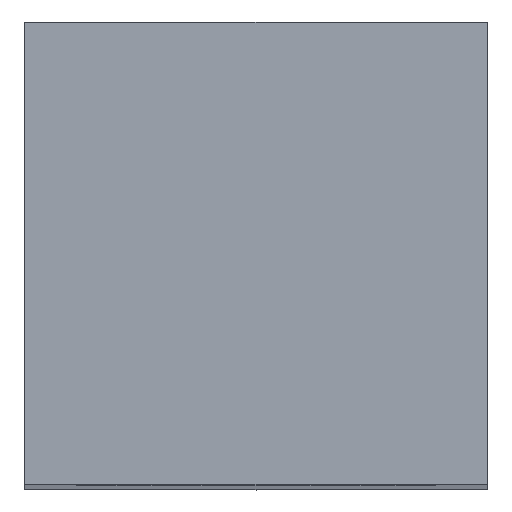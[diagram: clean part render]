
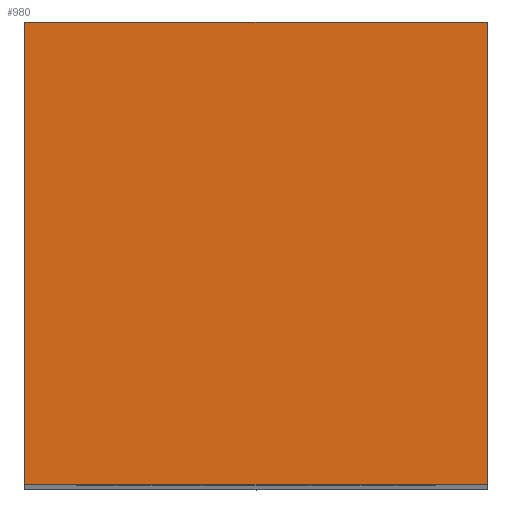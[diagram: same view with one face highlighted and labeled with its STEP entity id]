
A CAD part, top view. The second image highlights one B-rep face of the part: STEP entity #980.
In plain terms, the highlighted planar face has unit normal (0, 0, 1).
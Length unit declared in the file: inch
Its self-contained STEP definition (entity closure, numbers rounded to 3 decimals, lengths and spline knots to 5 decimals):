
#4 = VECTOR ( 'NONE', #1695, 39.37008 ) ;
#25 = DIRECTION ( 'NONE',  ( -1., 0., 0. ) ) ;
#28 = CARTESIAN_POINT ( 'NONE',  ( -0.15748, 0., 0. ) ) ;
#53 = CARTESIAN_POINT ( 'NONE',  ( 0.15748, 0.15748, 0. ) ) ;
#166 = VECTOR ( 'NONE', #1404, 39.37008 ) ;
#231 = CARTESIAN_POINT ( 'NONE',  ( 0., 0.15748, 0. ) ) ;
#240 = PLANE ( 'NONE',  #1671 ) ;
#241 = FACE_OUTER_BOUND ( 'NONE', #1852, .T. ) ;
#283 = VERTEX_POINT ( 'NONE', #1805 ) ;
#466 = LINE ( 'NONE', #53, #166 ) ;
#567 = EDGE_CURVE ( 'NONE', #1073, #283, #466, .T. ) ;
#579 = VERTEX_POINT ( 'NONE', #1678 ) ;
#678 = DIRECTION ( 'NONE',  ( 0., 0., -1. ) ) ;
#745 = LINE ( 'NONE', #28, #932 ) ;
#932 = VECTOR ( 'NONE', #1059, 39.37008 ) ;
#945 = ORIENTED_EDGE ( 'NONE', *, *, #1694, .F. ) ;
#980 = ADVANCED_FACE ( 'NONE', ( #241 ), #240, .F. ) ;
#1033 = VECTOR ( 'NONE', #25, 39.37008 ) ;
#1059 = DIRECTION ( 'NONE',  ( 0., 1., 0. ) ) ;
#1062 = CARTESIAN_POINT ( 'NONE',  ( -0.15748, 0.15748, 0. ) ) ;
#1073 = VERTEX_POINT ( 'NONE', #1320 ) ;
#1140 = CARTESIAN_POINT ( 'NONE',  ( 0., 0., 0. ) ) ;
#1156 = EDGE_CURVE ( 'NONE', #283, #579, #1522, .T. ) ;
#1187 = EDGE_CURVE ( 'NONE', #579, #1310, #745, .T. ) ;
#1284 = DIRECTION ( 'NONE',  ( -1., 0., 0. ) ) ;
#1310 = VERTEX_POINT ( 'NONE', #1062 ) ;
#1320 = CARTESIAN_POINT ( 'NONE',  ( 0.15748, 0.15748, 0. ) ) ;
#1404 = DIRECTION ( 'NONE',  ( 0., -1., 0. ) ) ;
#1522 = LINE ( 'NONE', #1882, #1033 ) ;
#1639 = ORIENTED_EDGE ( 'NONE', *, *, #567, .F. ) ;
#1671 = AXIS2_PLACEMENT_3D ( 'NONE', #1140, #678, #1284 ) ;
#1678 = CARTESIAN_POINT ( 'NONE',  ( -0.15748, -0.15748, 0. ) ) ;
#1694 = EDGE_CURVE ( 'NONE', #1310, #1073, #1714, .T. ) ;
#1695 = DIRECTION ( 'NONE',  ( 1., 0., 0. ) ) ;
#1714 = LINE ( 'NONE', #231, #4 ) ;
#1748 = ORIENTED_EDGE ( 'NONE', *, *, #1156, .F. ) ;
#1805 = CARTESIAN_POINT ( 'NONE',  ( 0.15748, -0.15748, 0. ) ) ;
#1812 = ORIENTED_EDGE ( 'NONE', *, *, #1187, .F. ) ;
#1852 = EDGE_LOOP ( 'NONE', ( #1812, #1748, #1639, #945 ) ) ;
#1882 = CARTESIAN_POINT ( 'NONE',  ( 0.15748, -0.15748, 0. ) ) ;
